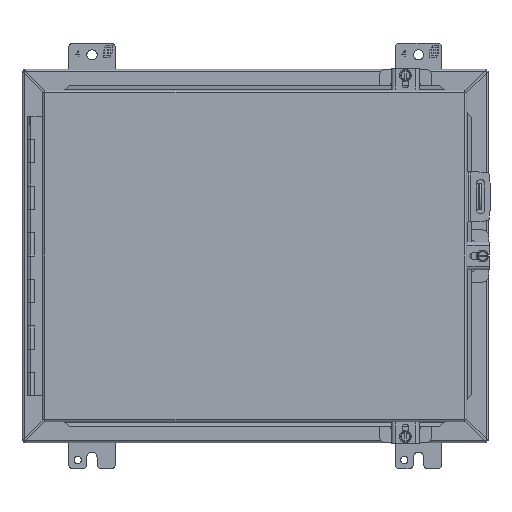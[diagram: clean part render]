
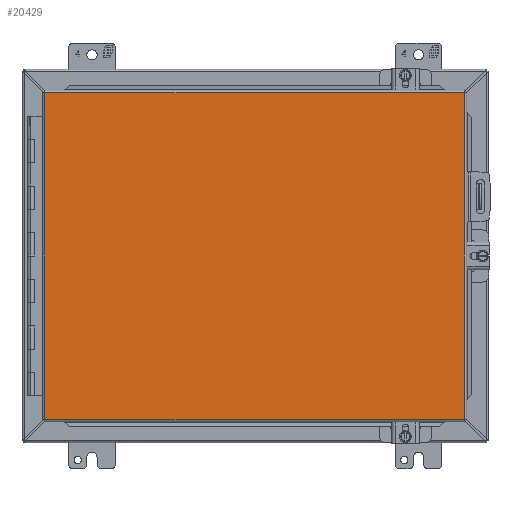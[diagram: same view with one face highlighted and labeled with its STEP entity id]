
A CAD part, front view. The second image highlights one B-rep face of the part: STEP entity #20429.
In plain terms, the highlighted planar face has unit normal (0, -1, 0).
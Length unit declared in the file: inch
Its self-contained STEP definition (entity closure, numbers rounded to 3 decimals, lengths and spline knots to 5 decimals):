
#2034 = VECTOR ( 'NONE', #9732, 39.37008 ) ;
#3767 = LINE ( 'NONE', #22975, #33630 ) ;
#6659 = EDGE_LOOP ( 'NONE', ( #11442, #41578, #8863, #23279 ) ) ;
#6704 = CARTESIAN_POINT ( 'NONE',  ( 8.955, -7.21, 6.9945 ) ) ;
#8863 = ORIENTED_EDGE ( 'NONE', *, *, #16119, .F. ) ;
#8917 = DIRECTION ( 'NONE',  ( -1., 0., 0. ) ) ;
#9459 = CARTESIAN_POINT ( 'NONE',  ( -9.017, -7.21, -6.9945 ) ) ;
#9732 = DIRECTION ( 'NONE',  ( 1., 0., 0. ) ) ;
#11442 = ORIENTED_EDGE ( 'NONE', *, *, #28535, .F. ) ;
#12677 = VECTOR ( 'NONE', #8917, 39.37008 ) ;
#13601 = VERTEX_POINT ( 'NONE', #17555 ) ;
#16119 = EDGE_CURVE ( 'NONE', #25836, #19074, #34376, .T. ) ;
#17555 = CARTESIAN_POINT ( 'NONE',  ( 8.955, -7.21, -6.9945 ) ) ;
#18831 = CARTESIAN_POINT ( 'NONE',  ( -9.017, -7.21, 6.9945 ) ) ;
#19074 = VERTEX_POINT ( 'NONE', #18831 ) ;
#20217 = VERTEX_POINT ( 'NONE', #6704 ) ;
#20429 = ADVANCED_FACE ( 'NONE', ( #36342 ), #29583, .T. ) ;
#22975 = CARTESIAN_POINT ( 'NONE',  ( 8.955, -7.21, 6.9945 ) ) ;
#23279 = ORIENTED_EDGE ( 'NONE', *, *, #28147, .F. ) ;
#24116 = CARTESIAN_POINT ( 'NONE',  ( -9.017, -7.21, -6.9945 ) ) ;
#25441 = DIRECTION ( 'NONE',  ( 0., 0., -1. ) ) ;
#25836 = VERTEX_POINT ( 'NONE', #9459 ) ;
#28147 = EDGE_CURVE ( 'NONE', #13601, #25836, #38612, .T. ) ;
#28535 = EDGE_CURVE ( 'NONE', #20217, #13601, #3767, .T. ) ;
#28725 = DIRECTION ( 'NONE',  ( 0., -1., 0. ) ) ;
#29583 = PLANE ( 'NONE',  #42297 ) ;
#33069 = CARTESIAN_POINT ( 'NONE',  ( -9.017, -7.21, -6.9945 ) ) ;
#33441 = DIRECTION ( 'NONE',  ( 0., 0., -1. ) ) ;
#33522 = LINE ( 'NONE', #36154, #2034 ) ;
#33630 = VECTOR ( 'NONE', #33441, 39.37008 ) ;
#33940 = DIRECTION ( 'NONE',  ( 0., 0., 1. ) ) ;
#34376 = LINE ( 'NONE', #24116, #35768 ) ;
#35423 = EDGE_CURVE ( 'NONE', #19074, #20217, #33522, .T. ) ;
#35768 = VECTOR ( 'NONE', #33940, 39.37008 ) ;
#36154 = CARTESIAN_POINT ( 'NONE',  ( -9.017, -7.21, 6.9945 ) ) ;
#36342 = FACE_OUTER_BOUND ( 'NONE', #6659, .T. ) ;
#38612 = LINE ( 'NONE', #38816, #12677 ) ;
#38816 = CARTESIAN_POINT ( 'NONE',  ( 8.955, -7.21, -6.9945 ) ) ;
#41578 = ORIENTED_EDGE ( 'NONE', *, *, #35423, .F. ) ;
#42297 = AXIS2_PLACEMENT_3D ( 'NONE', #33069, #28725, #25441 ) ;
